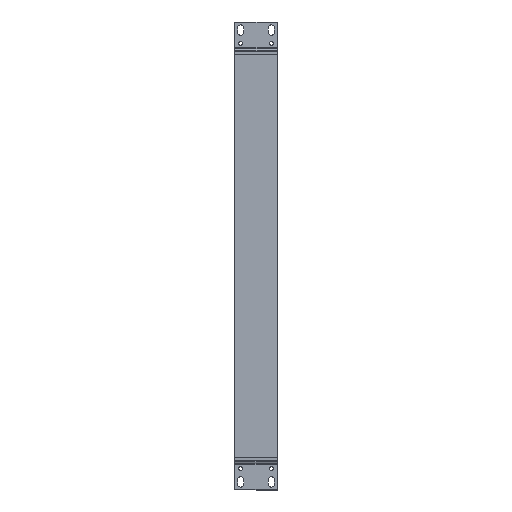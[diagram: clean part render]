
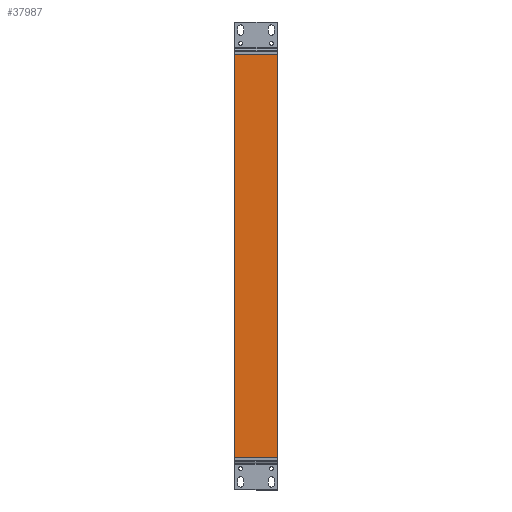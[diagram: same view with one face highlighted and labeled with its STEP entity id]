
A CAD part, left-side view. The second image highlights one B-rep face of the part: STEP entity #37987.
In plain terms, the highlighted planar face has unit normal (-1, 0, 0).
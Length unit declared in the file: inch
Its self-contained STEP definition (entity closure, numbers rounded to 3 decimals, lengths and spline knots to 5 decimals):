
#3945 = CARTESIAN_POINT ( 'NONE',  ( 0., 0.86, 0. ) ) ;
#4286 = EDGE_CURVE ( 'NONE', #69935, #87958, #4910, .T. ) ;
#4910 = LINE ( 'NONE', #130485, #55154 ) ;
#11690 = DIRECTION ( 'NONE',  ( 0., -1., 0. ) ) ;
#13552 = DIRECTION ( 'NONE',  ( 0., 0., -1. ) ) ;
#20849 = FACE_OUTER_BOUND ( 'NONE', #126553, .T. ) ;
#23548 = DIRECTION ( 'NONE',  ( 0., 0., 1. ) ) ;
#23583 = DIRECTION ( 'NONE',  ( -1., 0., 0. ) ) ;
#24176 = VECTOR ( 'NONE', #13552, 39.37008 ) ;
#28776 = VECTOR ( 'NONE', #93626, 39.37008 ) ;
#29212 = EDGE_CURVE ( 'NONE', #75331, #69935, #95472, .T. ) ;
#33009 = CARTESIAN_POINT ( 'NONE',  ( 0., 0.86, -8.1752 ) ) ;
#36483 = CARTESIAN_POINT ( 'NONE',  ( 0., -0.86, 8.1752 ) ) ;
#37380 = EDGE_CURVE ( 'NONE', #60462, #75331, #129546, .T. ) ;
#37905 = EDGE_CURVE ( 'NONE', #87958, #60462, #114154, .T. ) ;
#37987 = ADVANCED_FACE ( 'NONE', ( #20849 ), #107974, .T. ) ;
#50502 = CARTESIAN_POINT ( 'NONE',  ( 0., 0.86, 8.1752 ) ) ;
#53209 = ORIENTED_EDGE ( 'NONE', *, *, #37905, .T. ) ;
#53598 = ORIENTED_EDGE ( 'NONE', *, *, #4286, .T. ) ;
#55154 = VECTOR ( 'NONE', #23548, 39.37008 ) ;
#55189 = CARTESIAN_POINT ( 'NONE',  ( 0., 0.86, 0. ) ) ;
#60462 = VERTEX_POINT ( 'NONE', #121880 ) ;
#69935 = VERTEX_POINT ( 'NONE', #96874 ) ;
#75331 = VERTEX_POINT ( 'NONE', #112094 ) ;
#76428 = DIRECTION ( 'NONE',  ( 0., 0., -1. ) ) ;
#87958 = VERTEX_POINT ( 'NONE', #36483 ) ;
#93626 = DIRECTION ( 'NONE',  ( 0., 1., 0. ) ) ;
#94531 = AXIS2_PLACEMENT_3D ( 'NONE', #55189, #23583, #76428 ) ;
#95472 = LINE ( 'NONE', #33009, #96458 ) ;
#96458 = VECTOR ( 'NONE', #11690, 39.37008 ) ;
#96874 = CARTESIAN_POINT ( 'NONE',  ( 0., -0.86, -8.1752 ) ) ;
#107974 = PLANE ( 'NONE',  #94531 ) ;
#108808 = ORIENTED_EDGE ( 'NONE', *, *, #29212, .T. ) ;
#112094 = CARTESIAN_POINT ( 'NONE',  ( 0., 0.86, -8.1752 ) ) ;
#114154 = LINE ( 'NONE', #50502, #28776 ) ;
#121880 = CARTESIAN_POINT ( 'NONE',  ( 0., 0.86, 8.1752 ) ) ;
#123412 = ORIENTED_EDGE ( 'NONE', *, *, #37380, .T. ) ;
#126553 = EDGE_LOOP ( 'NONE', ( #108808, #53598, #53209, #123412 ) ) ;
#129546 = LINE ( 'NONE', #3945, #24176 ) ;
#130485 = CARTESIAN_POINT ( 'NONE',  ( 0., -0.86, 0. ) ) ;
